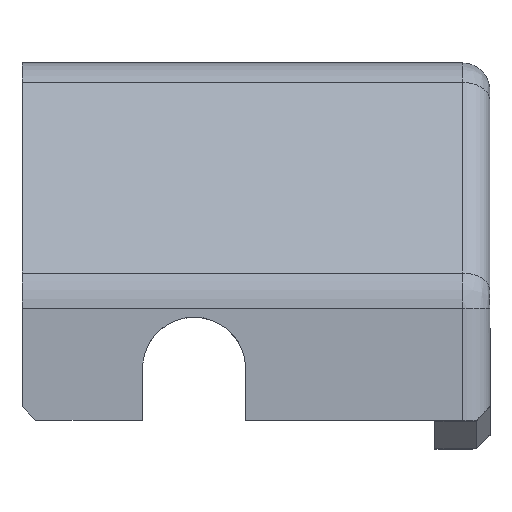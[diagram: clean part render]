
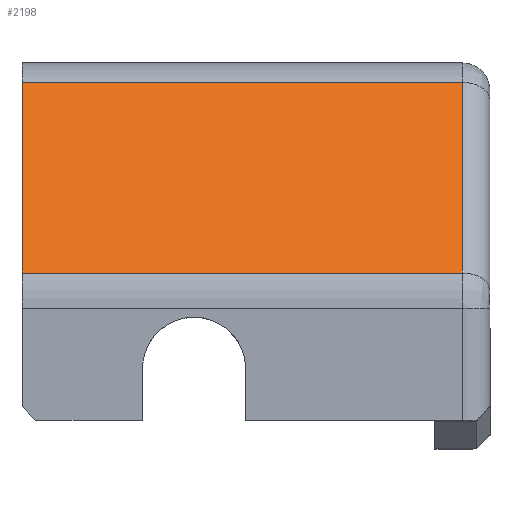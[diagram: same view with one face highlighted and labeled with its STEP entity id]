
A CAD part, top view. The second image highlights one B-rep face of the part: STEP entity #2198.
In plain terms, the highlighted planar face has unit normal (0, 0.643, 0.766).
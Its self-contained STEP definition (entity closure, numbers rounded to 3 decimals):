
#179=FACE_OUTER_BOUND('',#307,.T.);
#307=EDGE_LOOP('',(#1676,#1677,#1678,#1679));
#490=LINE('',#3473,#741);
#492=LINE('',#3504,#743);
#494=LINE('',#3510,#745);
#495=LINE('',#3511,#746);
#741=VECTOR('',#2610,10.);
#743=VECTOR('',#2626,10.);
#745=VECTOR('',#2632,10.);
#746=VECTOR('',#2633,10.);
#989=VERTEX_POINT('',#3470);
#990=VERTEX_POINT('',#3472);
#994=VERTEX_POINT('',#3503);
#996=VERTEX_POINT('',#3509);
#1235=EDGE_CURVE('',#989,#990,#490,.T.);
#1243=EDGE_CURVE('',#990,#994,#492,.T.);
#1246=EDGE_CURVE('',#996,#989,#494,.T.);
#1247=EDGE_CURVE('',#994,#996,#495,.T.);
#1676=ORIENTED_EDGE('',*,*,#1235,.F.);
#1677=ORIENTED_EDGE('',*,*,#1246,.F.);
#1678=ORIENTED_EDGE('',*,*,#1247,.F.);
#1679=ORIENTED_EDGE('',*,*,#1243,.F.);
#2089=PLANE('',#2337);
#2198=ADVANCED_FACE('',(#179),#2089,.T.);
#2337=AXIS2_PLACEMENT_3D('',#3508,#2630,#2631);
#2610=DIRECTION('',(0.,-0.766,0.643));
#2626=DIRECTION('',(-1.,0.,0.));
#2630=DIRECTION('center_axis',(0.,0.643,
0.766));
#2631=DIRECTION('ref_axis',(0.,0.766,-0.643));
#2632=DIRECTION('',(1.,0.,0.));
#2633=DIRECTION('',(0.,0.766,-0.643));
#3470=CARTESIAN_POINT('',(-9.75,24.571,23.184));
#3472=CARTESIAN_POINT('',(-9.75,10.711,34.814));
#3473=CARTESIAN_POINT('',(-9.75,15.467,30.824));
#3503=CARTESIAN_POINT('',(-41.75,10.711,34.814));
#3504=CARTESIAN_POINT('',(-24.75,10.711,34.814));
#3508=CARTESIAN_POINT('Origin',(-24.75,9.,36.25));
#3509=CARTESIAN_POINT('',(-41.75,24.571,23.184));
#3510=CARTESIAN_POINT('',(-24.75,24.571,23.184));
#3511=CARTESIAN_POINT('',(-41.75,9.,36.25));
